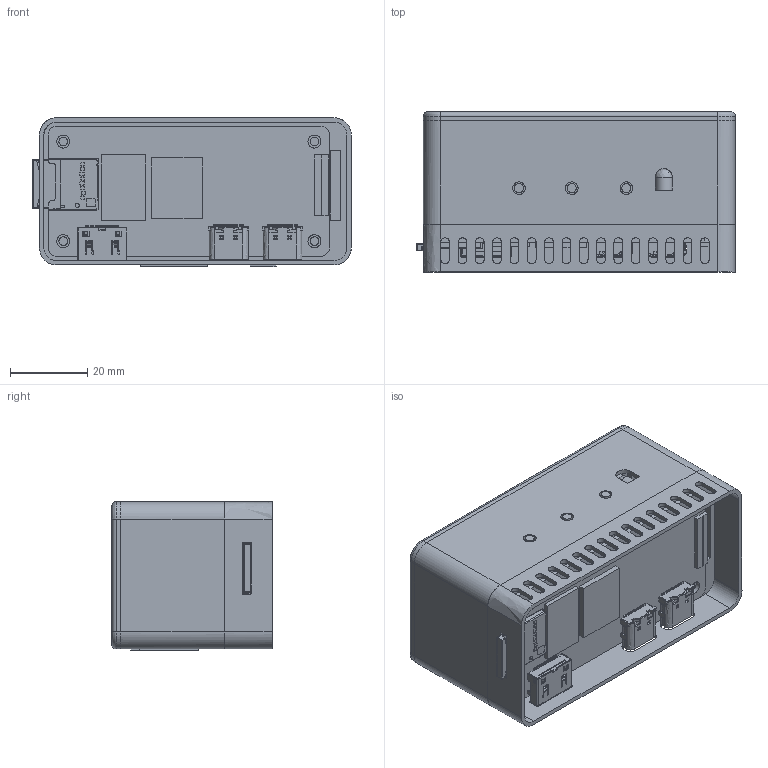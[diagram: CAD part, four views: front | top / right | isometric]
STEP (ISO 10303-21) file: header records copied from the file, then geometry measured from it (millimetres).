
FILE_DESCRIPTION(('FreeCAD Model'),'2;1');
FILE_NAME('Open CASCADE Shape Model','2025-05-02T01:32:19',('FreeCAD'),( 'FreeCAD'),'Open CASCADE STEP processor 7.6','FreeCAD','Unknown');
FILE_SCHEMA(('AUTOMOTIVE_DESIGN { 1 0 10303 214 1 1 1 1 }'));
Products named in the file (1): Open CASCADE STEP translator 7.6 1
Bounding box: 82.3 x 41.41 x 38.61 mm (x, y, z)
Volume: 47054.7 mm3; surface area: 51540.8 mm2
Topology: 5 solids, 5 shells, 2920 faces, 8171 edges, 5156 vertices
Faces by surface type: bspline 2920
Entity records: 98370 total; most frequent: CARTESIAN_POINT 51511, ORIENTED_EDGE 16210, EDGE_CURVE 8105, B_SPLINE_CURVE_WITH_KNOTS 6364, VERTEX_POINT 5156, FACE_BOUND 3123, EDGE_LOOP 3123, ADVANCED_FACE 2920
